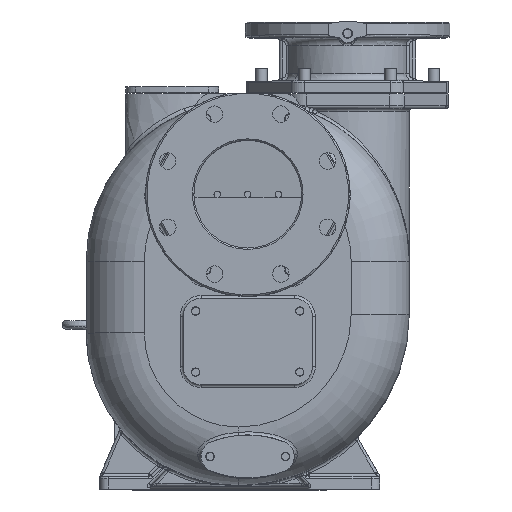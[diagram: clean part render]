
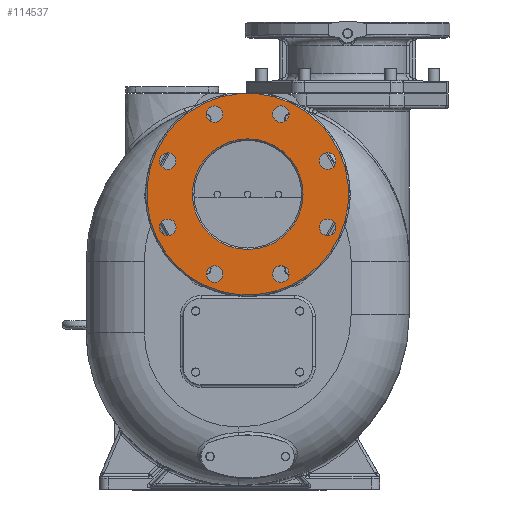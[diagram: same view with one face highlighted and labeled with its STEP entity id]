
A CAD part, top view. The second image highlights one B-rep face of the part: STEP entity #114537.
In plain terms, the highlighted planar face has unit normal (0, 0, 1).
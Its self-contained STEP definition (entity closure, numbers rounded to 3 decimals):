
#47472=CARTESIAN_POINT('',(14.157,549.,303.5));
#47474=CARTESIAN_POINT('',(37.843,549.,303.5));
#47501=CARTESIAN_POINT('',(26.,409.,303.5));
#47502=DIRECTION('',(0.,0.,1.));
#47503=DIRECTION('',(-0.084,0.996,0.));
#47504=AXIS2_PLACEMENT_3D('',#47501,#47502,#47503);
#47519=DIRECTION('',(-1.,0.,0.));
#47520=VECTOR('',#47519,23.685);
#47521=CARTESIAN_POINT('',(37.843,549.,303.5));
#47522=LINE('',#47521,#47520);
#47523=CARTESIAN_POINT('',(26.,409.,303.5));
#47524=DIRECTION('',(0.,0.,1.));
#47525=DIRECTION('',(1.,0.,0.));
#47526=AXIS2_PLACEMENT_3D('',#47523,#47524,#47525);
#47528=CARTESIAN_POINT('',(26.,409.,303.5));
#47529=DIRECTION('',(0.,0.,1.));
#47530=DIRECTION('',(-1.,0.,0.));
#47531=AXIS2_PLACEMENT_3D('',#47528,#47529,#47530);
#47533=CARTESIAN_POINT('',(-85.327,362.887,303.5));
#47534=DIRECTION('',(0.,0.,-1.));
#47535=DIRECTION('',(1.,0.,0.));
#47536=AXIS2_PLACEMENT_3D('',#47533,#47534,#47535);
#47538=CARTESIAN_POINT('',(-85.327,362.887,303.5));
#47539=DIRECTION('',(0.,0.,-1.));
#47540=DIRECTION('',(-1.,0.,0.));
#47541=AXIS2_PLACEMENT_3D('',#47538,#47539,#47540);
#47543=CARTESIAN_POINT('',(-20.113,297.673,303.5));
#47544=DIRECTION('',(0.,0.,-1.));
#47545=DIRECTION('',(0.707,0.707,0.));
#47546=AXIS2_PLACEMENT_3D('',#47543,#47544,#47545);
#47548=CARTESIAN_POINT('',(-20.113,297.673,303.5));
#47549=DIRECTION('',(0.,0.,-1.));
#47550=DIRECTION('',(-0.707,-0.707,0.));
#47551=AXIS2_PLACEMENT_3D('',#47548,#47549,#47550);
#47553=CARTESIAN_POINT('',(72.113,297.673,303.5));
#47554=DIRECTION('',(0.,0.,-1.));
#47555=DIRECTION('',(0.,1.,0.));
#47556=AXIS2_PLACEMENT_3D('',#47553,#47554,#47555);
#47558=CARTESIAN_POINT('',(72.113,297.673,303.5));
#47559=DIRECTION('',(0.,0.,-1.));
#47560=DIRECTION('',(0.,-1.,0.));
#47561=AXIS2_PLACEMENT_3D('',#47558,#47559,#47560);
#47563=CARTESIAN_POINT('',(137.327,362.887,303.5));
#47564=DIRECTION('',(0.,0.,-1.));
#47565=DIRECTION('',(-0.707,0.707,0.));
#47566=AXIS2_PLACEMENT_3D('',#47563,#47564,#47565);
#47568=CARTESIAN_POINT('',(137.327,362.887,303.5));
#47569=DIRECTION('',(0.,0.,-1.));
#47570=DIRECTION('',(0.707,-0.707,0.));
#47571=AXIS2_PLACEMENT_3D('',#47568,#47569,#47570);
#47573=CARTESIAN_POINT('',(137.327,455.113,303.5));
#47574=DIRECTION('',(0.,0.,-1.));
#47575=DIRECTION('',(-1.,0.,0.));
#47576=AXIS2_PLACEMENT_3D('',#47573,#47574,#47575);
#47578=CARTESIAN_POINT('',(137.327,455.113,303.5));
#47579=DIRECTION('',(0.,0.,-1.));
#47580=DIRECTION('',(1.,0.,0.));
#47581=AXIS2_PLACEMENT_3D('',#47578,#47579,#47580);
#47583=CARTESIAN_POINT('',(72.113,520.327,303.5));
#47584=DIRECTION('',(0.,0.,-1.));
#47585=DIRECTION('',(-0.707,-0.707,0.));
#47586=AXIS2_PLACEMENT_3D('',#47583,#47584,#47585);
#47588=CARTESIAN_POINT('',(72.113,520.327,303.5));
#47589=DIRECTION('',(0.,0.,-1.));
#47590=DIRECTION('',(0.707,0.707,0.));
#47591=AXIS2_PLACEMENT_3D('',#47588,#47589,#47590);
#47593=CARTESIAN_POINT('',(-20.113,520.327,303.5));
#47594=DIRECTION('',(0.,0.,-1.));
#47595=DIRECTION('',(0.,-1.,0.));
#47596=AXIS2_PLACEMENT_3D('',#47593,#47594,#47595);
#47598=CARTESIAN_POINT('',(-20.113,520.327,303.5));
#47599=DIRECTION('',(0.,0.,-1.));
#47600=DIRECTION('',(0.,1.,0.));
#47601=AXIS2_PLACEMENT_3D('',#47598,#47599,#47600);
#47603=CARTESIAN_POINT('',(-85.327,455.113,303.5));
#47604=DIRECTION('',(0.,0.,-1.));
#47605=DIRECTION('',(0.707,-0.707,0.));
#47606=AXIS2_PLACEMENT_3D('',#47603,#47604,#47605);
#47608=CARTESIAN_POINT('',(-85.327,455.113,303.5));
#47609=DIRECTION('',(0.,0.,-1.));
#47610=DIRECTION('',(-0.707,0.707,0.));
#47611=AXIS2_PLACEMENT_3D('',#47608,#47609,#47610);
#55815=CARTESIAN_POINT('',(103.,409.,303.5));
#55816=CARTESIAN_POINT('',(-51.,409.,303.5));
#55817=VERTEX_POINT('',#55815);
#55818=VERTEX_POINT('',#55816);
#55881=CARTESIAN_POINT('',(-73.827,362.887,303.5));
#55882=CARTESIAN_POINT('',(-96.827,362.887,303.5));
#55883=VERTEX_POINT('',#55881);
#55884=VERTEX_POINT('',#55882);
#55889=CARTESIAN_POINT('',(-11.982,305.804,303.5));
#55890=CARTESIAN_POINT('',(-28.245,289.541,303.5));
#55891=VERTEX_POINT('',#55889);
#55892=VERTEX_POINT('',#55890);
#55897=CARTESIAN_POINT('',(72.113,309.173,303.5));
#55898=CARTESIAN_POINT('',(72.113,286.173,303.5));
#55899=VERTEX_POINT('',#55897);
#55900=VERTEX_POINT('',#55898);
#55905=CARTESIAN_POINT('',(129.196,371.018,303.5));
#55906=CARTESIAN_POINT('',(145.459,354.755,303.5));
#55907=VERTEX_POINT('',#55905);
#55908=VERTEX_POINT('',#55906);
#55913=CARTESIAN_POINT('',(125.827,455.113,303.5));
#55914=CARTESIAN_POINT('',(148.827,455.113,303.5));
#55915=VERTEX_POINT('',#55913);
#55916=VERTEX_POINT('',#55914);
#55921=CARTESIAN_POINT('',(63.982,512.196,303.5));
#55922=CARTESIAN_POINT('',(80.245,528.459,303.5));
#55923=VERTEX_POINT('',#55921);
#55924=VERTEX_POINT('',#55922);
#55929=CARTESIAN_POINT('',(-20.113,508.827,303.5));
#55930=CARTESIAN_POINT('',(-20.113,531.827,303.5));
#55931=VERTEX_POINT('',#55929);
#55932=VERTEX_POINT('',#55930);
#55937=CARTESIAN_POINT('',(-77.196,446.982,303.5));
#55938=CARTESIAN_POINT('',(-93.459,463.245,303.5));
#55939=VERTEX_POINT('',#55937);
#55940=VERTEX_POINT('',#55938);
#55957=VERTEX_POINT('',#47472);
#55958=VERTEX_POINT('',#47474);
#114474=CARTESIAN_POINT('',(26.,409.,303.5));
#114475=DIRECTION('',(0.,0.,1.));
#114476=DIRECTION('',(0.,1.,0.));
#114477=AXIS2_PLACEMENT_3D('',#114474,#114475,#114476);
#114478=PLANE('',#114477);
#114479=ORIENTED_EDGE('',*,*,#114456,.F.);
#114480=ORIENTED_EDGE('',*,*,#114437,.F.);
#114481=EDGE_LOOP('',(#114479,#114480));
#114482=FACE_OUTER_BOUND('',#114481,.F.);
#114484=ORIENTED_EDGE('',*,*,#114483,.T.);
#114486=ORIENTED_EDGE('',*,*,#114485,.T.);
#114487=EDGE_LOOP('',(#114484,#114486));
#114488=FACE_BOUND('',#114487,.F.);
#114490=ORIENTED_EDGE('',*,*,#114489,.F.);
#114492=ORIENTED_EDGE('',*,*,#114491,.F.);
#114493=EDGE_LOOP('',(#114490,#114492));
#114494=FACE_BOUND('',#114493,.F.);
#114496=ORIENTED_EDGE('',*,*,#114495,.F.);
#114498=ORIENTED_EDGE('',*,*,#114497,.F.);
#114499=EDGE_LOOP('',(#114496,#114498));
#114500=FACE_BOUND('',#114499,.F.);
#114502=ORIENTED_EDGE('',*,*,#114501,.F.);
#114504=ORIENTED_EDGE('',*,*,#114503,.F.);
#114505=EDGE_LOOP('',(#114502,#114504));
#114506=FACE_BOUND('',#114505,.F.);
#114508=ORIENTED_EDGE('',*,*,#114507,.F.);
#114510=ORIENTED_EDGE('',*,*,#114509,.F.);
#114511=EDGE_LOOP('',(#114508,#114510));
#114512=FACE_BOUND('',#114511,.F.);
#114514=ORIENTED_EDGE('',*,*,#114513,.F.);
#114516=ORIENTED_EDGE('',*,*,#114515,.F.);
#114517=EDGE_LOOP('',(#114514,#114516));
#114518=FACE_BOUND('',#114517,.F.);
#114520=ORIENTED_EDGE('',*,*,#114519,.F.);
#114522=ORIENTED_EDGE('',*,*,#114521,.F.);
#114523=EDGE_LOOP('',(#114520,#114522));
#114524=FACE_BOUND('',#114523,.F.);
#114526=ORIENTED_EDGE('',*,*,#114525,.F.);
#114528=ORIENTED_EDGE('',*,*,#114527,.F.);
#114529=EDGE_LOOP('',(#114526,#114528));
#114530=FACE_BOUND('',#114529,.F.);
#114532=ORIENTED_EDGE('',*,*,#114531,.F.);
#114534=ORIENTED_EDGE('',*,*,#114533,.F.);
#114535=EDGE_LOOP('',(#114532,#114534));
#114536=FACE_BOUND('',#114535,.F.);
#114537=ADVANCED_FACE('',(#114482,#114488,#114494,#114500,#114506,#114512,
#114518,#114524,#114530,#114536),#114478,.T.);
#47505=CIRCLE('',#47504,140.5);
#47527=CIRCLE('',#47526,77.);
#47532=CIRCLE('',#47531,77.);
#47537=CIRCLE('',#47536,11.5);
#47542=CIRCLE('',#47541,11.5);
#47547=CIRCLE('',#47546,11.5);
#47552=CIRCLE('',#47551,11.5);
#47557=CIRCLE('',#47556,11.5);
#47562=CIRCLE('',#47561,11.5);
#47567=CIRCLE('',#47566,11.5);
#47572=CIRCLE('',#47571,11.5);
#47577=CIRCLE('',#47576,11.5);
#47582=CIRCLE('',#47581,11.5);
#47587=CIRCLE('',#47586,11.5);
#47592=CIRCLE('',#47591,11.5);
#47597=CIRCLE('',#47596,11.5);
#47602=CIRCLE('',#47601,11.5);
#47607=CIRCLE('',#47606,11.5);
#47612=CIRCLE('',#47611,11.5);
#114437=EDGE_CURVE('',#55958,#55957,#47522,.T.);
#114456=EDGE_CURVE('',#55957,#55958,#47505,.T.);
#114483=EDGE_CURVE('',#55817,#55818,#47527,.T.);
#114485=EDGE_CURVE('',#55818,#55817,#47532,.T.);
#114489=EDGE_CURVE('',#55883,#55884,#47537,.T.);
#114491=EDGE_CURVE('',#55884,#55883,#47542,.T.);
#114495=EDGE_CURVE('',#55891,#55892,#47547,.T.);
#114497=EDGE_CURVE('',#55892,#55891,#47552,.T.);
#114501=EDGE_CURVE('',#55899,#55900,#47557,.T.);
#114503=EDGE_CURVE('',#55900,#55899,#47562,.T.);
#114507=EDGE_CURVE('',#55907,#55908,#47567,.T.);
#114509=EDGE_CURVE('',#55908,#55907,#47572,.T.);
#114513=EDGE_CURVE('',#55915,#55916,#47577,.T.);
#114515=EDGE_CURVE('',#55916,#55915,#47582,.T.);
#114519=EDGE_CURVE('',#55923,#55924,#47587,.T.);
#114521=EDGE_CURVE('',#55924,#55923,#47592,.T.);
#114525=EDGE_CURVE('',#55931,#55932,#47597,.T.);
#114527=EDGE_CURVE('',#55932,#55931,#47602,.T.);
#114531=EDGE_CURVE('',#55939,#55940,#47607,.T.);
#114533=EDGE_CURVE('',#55940,#55939,#47612,.T.);
